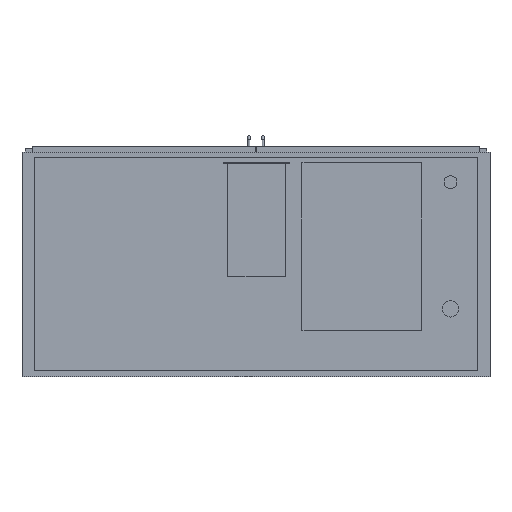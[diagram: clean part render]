
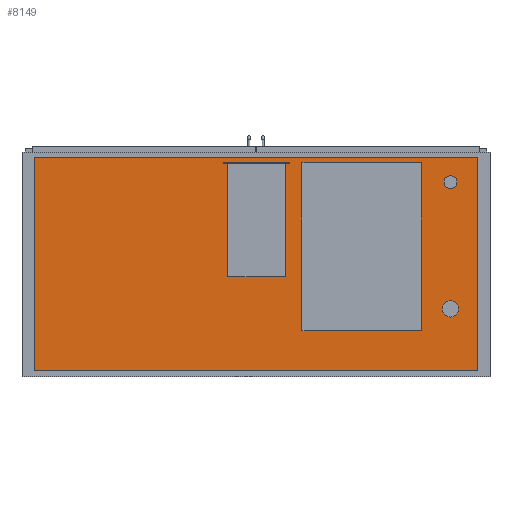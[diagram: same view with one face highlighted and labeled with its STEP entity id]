
A CAD part, front view. The second image highlights one B-rep face of the part: STEP entity #8149.
In plain terms, the highlighted planar face has unit normal (0, -1, 0).
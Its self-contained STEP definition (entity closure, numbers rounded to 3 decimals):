
#141=FACE_BOUND('',#875,.T.);
#142=FACE_BOUND('',#876,.T.);
#161=CIRCLE('',#8712,20.);
#163=CIRCLE('',#8716,25.);
#363=FACE_OUTER_BOUND('',#874,.T.);
#874=EDGE_LOOP('',(#5491,#5492,#5493,#5494));
#875=EDGE_LOOP('',(#5495));
#876=EDGE_LOOP('',(#5496));
#1428=LINE('',#11767,#2460);
#1430=LINE('',#11771,#2462);
#1432=LINE('',#11775,#2464);
#1434=LINE('',#11778,#2466);
#2460=VECTOR('',#9450,10.);
#2462=VECTOR('',#9454,10.);
#2464=VECTOR('',#9458,10.);
#2466=VECTOR('',#9462,10.);
#3454=VERTEX_POINT('',#11693);
#3456=VERTEX_POINT('',#11700);
#3477=VERTEX_POINT('',#11764);
#3478=VERTEX_POINT('',#11766);
#3479=VERTEX_POINT('',#11770);
#3480=VERTEX_POINT('',#11774);
#4231=EDGE_CURVE('',#3454,#3454,#161,.T.);
#4234=EDGE_CURVE('',#3456,#3456,#163,.T.);
#4264=EDGE_CURVE('',#3478,#3477,#1428,.T.);
#4266=EDGE_CURVE('',#3479,#3478,#1430,.T.);
#4268=EDGE_CURVE('',#3480,#3479,#1432,.T.);
#4270=EDGE_CURVE('',#3477,#3480,#1434,.T.);
#5491=ORIENTED_EDGE('',*,*,#4270,.T.);
#5492=ORIENTED_EDGE('',*,*,#4268,.T.);
#5493=ORIENTED_EDGE('',*,*,#4266,.T.);
#5494=ORIENTED_EDGE('',*,*,#4264,.T.);
#5495=ORIENTED_EDGE('',*,*,#4231,.T.);
#5496=ORIENTED_EDGE('',*,*,#4234,.T.);
#7710=PLANE('',#8733);
#8149=ADVANCED_FACE('',(#363,#141,#142),#7710,.T.);
#8712=AXIS2_PLACEMENT_3D('',#11695,#9384,#9385);
#8716=AXIS2_PLACEMENT_3D('',#11702,#9393,#9394);
#8733=AXIS2_PLACEMENT_3D('',#11779,#9463,#9464);
#9384=DIRECTION('center_axis',(0.,1.,0.));
#9385=DIRECTION('ref_axis',(1.,0.,0.));
#9393=DIRECTION('center_axis',(0.,1.,0.));
#9394=DIRECTION('ref_axis',(1.,0.,0.));
#9450=DIRECTION('',(0.,0.,-1.));
#9454=DIRECTION('',(-1.,0.,0.));
#9458=DIRECTION('',(0.,0.,1.));
#9462=DIRECTION('',(1.,0.,0.));
#9463=DIRECTION('center_axis',(0.,-1.,0.));
#9464=DIRECTION('ref_axis',(0.,0.,-1.));
#11693=CARTESIAN_POINT('',(582.5,-370.,255.));
#11695=CARTESIAN_POINT('Origin',(602.5,-370.,255.));
#11700=CARTESIAN_POINT('',(577.5,-370.,-138.));
#11702=CARTESIAN_POINT('Origin',(602.5,-370.,-138.));
#11764=CARTESIAN_POINT('',(-687.5,-370.,-330.));
#11766=CARTESIAN_POINT('',(-687.5,-370.,330.));
#11767=CARTESIAN_POINT('',(-687.5,-370.,-330.));
#11770=CARTESIAN_POINT('',(687.5,-370.,330.));
#11771=CARTESIAN_POINT('',(-687.5,-370.,330.));
#11774=CARTESIAN_POINT('',(687.5,-370.,-330.));
#11775=CARTESIAN_POINT('',(687.5,-370.,330.));
#11778=CARTESIAN_POINT('',(687.5,-370.,-330.));
#11779=CARTESIAN_POINT('Origin',(0.,-370.,0.));
